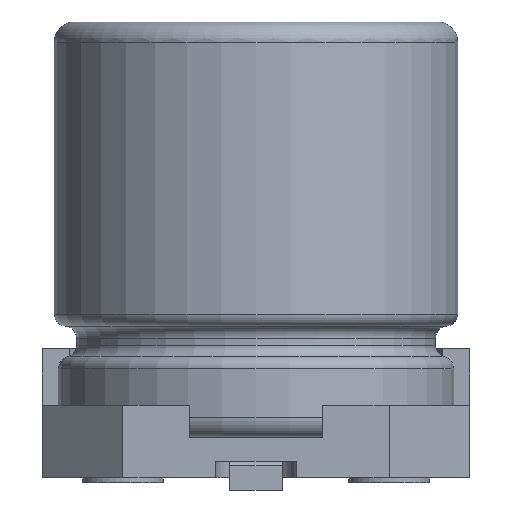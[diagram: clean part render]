
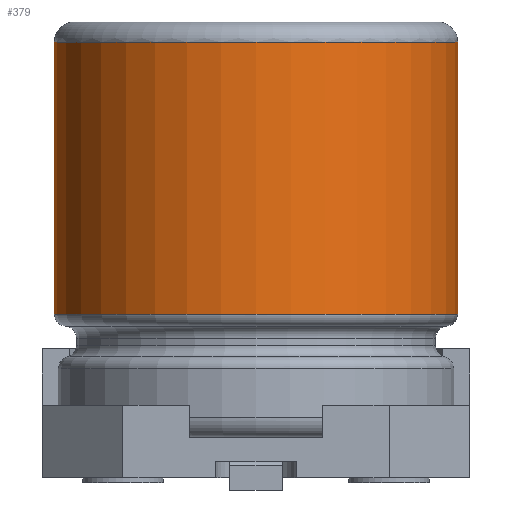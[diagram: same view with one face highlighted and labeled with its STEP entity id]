
A CAD part, front view. The second image highlights one B-rep face of the part: STEP entity #379.
In plain terms, the highlighted cylindrical face has radius 2.5 mm (diameter 5 mm), a full revolution.
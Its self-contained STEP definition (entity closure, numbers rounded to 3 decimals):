
#379 = ADVANCED_FACE( '', ( #912, #913 ), #914, .T. );
#912 = FACE_OUTER_BOUND( '', #1644, .T. );
#913 = FACE_OUTER_BOUND( '', #1645, .T. );
#914 = CYLINDRICAL_SURFACE( '', #1646, 2.5 );
#1644 = EDGE_LOOP( '', ( #2686 ) );
#1645 = EDGE_LOOP( '', ( #2687 ) );
#1646 = AXIS2_PLACEMENT_3D( '', #2688, #2689, #2690 );
#2686 = ORIENTED_EDGE( '', *, *, #4650, .T. );
#2687 = ORIENTED_EDGE( '', *, *, #4651, .T. );
#2688 = CARTESIAN_POINT( '', ( 0., 0., 9.9 ) );
#2689 = DIRECTION( '', ( 0., 0., -1. ) );
#2690 = DIRECTION( '', ( 1., 0., 0. ) );
#4650 = EDGE_CURVE( '', #5582, #5582, #5583, .T. );
#4651 = EDGE_CURVE( '', #5584, #5584, #5585, .T. );
#5582 = VERTEX_POINT( '', #7108 );
#5583 = CIRCLE( '', #7109, 2.5 );
#5584 = VERTEX_POINT( '', #7110 );
#5585 = CIRCLE( '', #7111, 2.5 );
#7108 = CARTESIAN_POINT( '', ( -2.5, 0., 4.9 ) );
#7109 = AXIS2_PLACEMENT_3D( '', #8671, #8672, #8673 );
#7110 = CARTESIAN_POINT( '', ( 2.5, 0., 1.531 ) );
#7111 = AXIS2_PLACEMENT_3D( '', #8674, #8675, #8676 );
#8671 = CARTESIAN_POINT( '', ( 0., 0., 4.9 ) );
#8672 = DIRECTION( '', ( 0., 0., -1. ) );
#8673 = DIRECTION( '', ( -1., 0., 0. ) );
#8674 = CARTESIAN_POINT( '', ( 0., 0., 1.531 ) );
#8675 = DIRECTION( '', ( 0., 0., 1. ) );
#8676 = DIRECTION( '', ( 1., 0., 0. ) );
